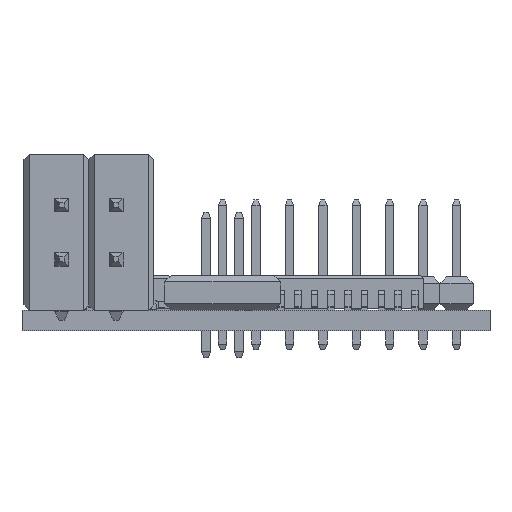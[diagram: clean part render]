
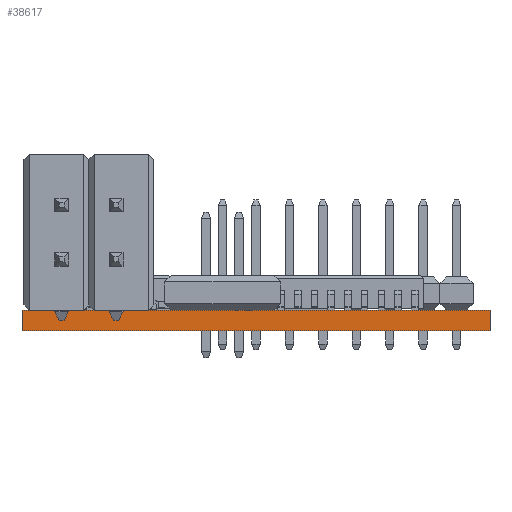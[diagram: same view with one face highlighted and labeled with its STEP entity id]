
A CAD part, front view. The second image highlights one B-rep face of the part: STEP entity #38617.
In plain terms, the highlighted planar face has unit normal (0, -1, 0).
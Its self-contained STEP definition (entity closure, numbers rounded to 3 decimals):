
#444=PLANE('',#40994);
#2244=FACE_OUTER_BOUND('',#4375,.T.);
#4375=EDGE_LOOP('',(#25601,#25602,#25603,#25604));
#6787=LINE('',#54628,#11343);
#6788=LINE('',#54631,#11344);
#6789=LINE('',#54633,#11345);
#6790=LINE('',#54634,#11346);
#11343=VECTOR('',#44210,10.);
#11344=VECTOR('',#44213,10.);
#11345=VECTOR('',#44214,10.);
#11346=VECTOR('',#44215,10.);
#16745=VERTEX_POINT('',#54624);
#16746=VERTEX_POINT('',#54626);
#16747=VERTEX_POINT('',#54630);
#16748=VERTEX_POINT('',#54632);
#20195=EDGE_CURVE('',#16745,#16746,#6787,.T.);
#20196=EDGE_CURVE('',#16747,#16745,#6788,.T.);
#20197=EDGE_CURVE('',#16748,#16746,#6789,.T.);
#20198=EDGE_CURVE('',#16747,#16748,#6790,.T.);
#25601=ORIENTED_EDGE('',*,*,#20196,.T.);
#25602=ORIENTED_EDGE('',*,*,#20195,.T.);
#25603=ORIENTED_EDGE('',*,*,#20197,.F.);
#25604=ORIENTED_EDGE('',*,*,#20198,.F.);
#38617=ADVANCED_FACE('',(#2244),#444,.T.);
#40994=AXIS2_PLACEMENT_3D('',#54629,#44211,#44212);
#44210=DIRECTION('',(0.,0.,1.));
#44211=DIRECTION('center_axis',(0.,-1.,0.));
#44212=DIRECTION('ref_axis',(1.,0.,0.));
#44213=DIRECTION('',(1.,0.,0.));
#44214=DIRECTION('',(1.,0.,0.));
#44215=DIRECTION('',(0.,0.,1.));
#54624=CARTESIAN_POINT('',(35.56,0.,0.));
#54626=CARTESIAN_POINT('',(35.56,0.,1.57));
#54628=CARTESIAN_POINT('',(35.56,0.,0.));
#54629=CARTESIAN_POINT('Origin',(0.,0.,0.));
#54630=CARTESIAN_POINT('',(0.,0.,0.));
#54631=CARTESIAN_POINT('',(0.,0.,0.));
#54632=CARTESIAN_POINT('',(0.,0.,1.57));
#54633=CARTESIAN_POINT('',(0.,0.,1.57));
#54634=CARTESIAN_POINT('',(0.,0.,0.));
